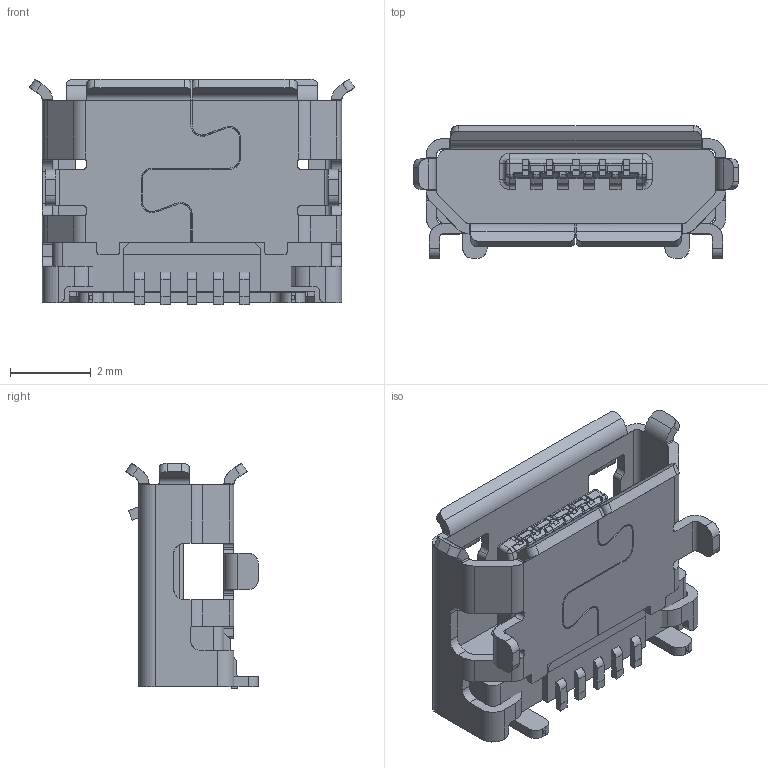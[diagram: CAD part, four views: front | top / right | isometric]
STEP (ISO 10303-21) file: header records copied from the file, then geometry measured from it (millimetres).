
FILE_DESCRIPTION (( 'STEP AP214' ), '1' );
FILE_NAME ('MICRO_USB_5PIN_0921_ASM.STEP', '2014-08-22T17:19:38', ( 'byoung' ), ( '' ), 'SwSTEP 2.0', 'SolidWorks 2013', '' );
FILE_SCHEMA (( 'AUTOMOTIVE_DESIGN' ));
Length unit declared in the file: inch
Products named in the file (1): MICRO_USB_5PIN_0921_ASM
Bounding box: 8.05 x 3.27 x 5.58 mm (x, y, z)
Surface area: 273.1 mm2 (no closed solid volume)
Topology: 0 solids, 635 shells, 668 faces, 3631 edges, 3596 vertices
Faces by surface type: plane 361, cylinder 269, bspline 28, cone 10
Entity records: 41781 total; most frequent: CARTESIAN_POINT 12007, DIRECTION 4771, ORIENTED_EDGE 3666, EDGE_CURVE 3627, VERTEX_POINT 3596, LINE 2459, VECTOR 2459, AXIS2_PLACEMENT_3D 1156
